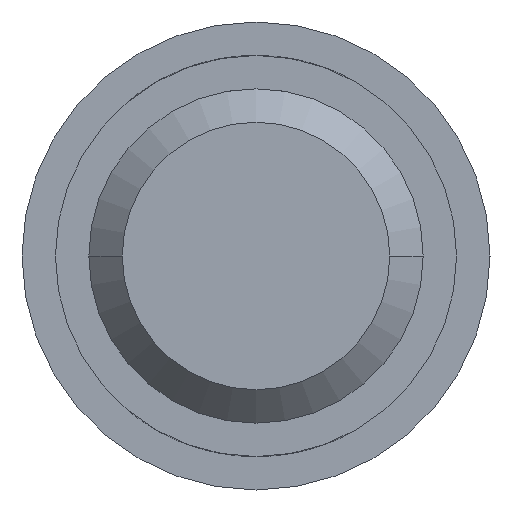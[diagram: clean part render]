
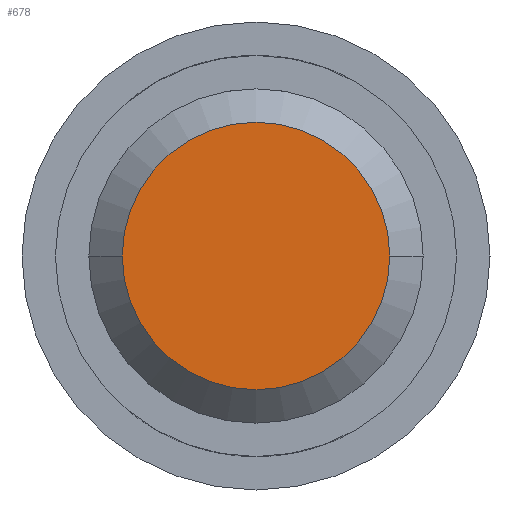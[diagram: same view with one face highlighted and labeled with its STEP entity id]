
A CAD part, left-side view. The second image highlights one B-rep face of the part: STEP entity #678.
In plain terms, the highlighted planar face has unit normal (-1, 0, 0).
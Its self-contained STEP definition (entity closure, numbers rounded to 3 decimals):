
#588=CARTESIAN_POINT('Vertex',(0.,141.921,5.124)) ;
#591=CARTESIAN_POINT('Axis2P3D Location',(0.,135.571,5.124)) ;
#595=CARTESIAN_POINT('Vertex',(0.,129.221,5.124)) ;
#657=CARTESIAN_POINT('Axis2P3D Location',(0.,135.571,5.124)) ;
#669=CARTESIAN_POINT('Axis2P3D Location',(0.,0.,0.)) ;
#592=DIRECTION('Axis2P3D Direction',(1.,0.,0.)) ;
#658=DIRECTION('Axis2P3D Direction',(1.,0.,0.)) ;
#670=DIRECTION('Axis2P3D Direction',(1.,0.,0.)) ;
#671=DIRECTION('Axis2P3D XDirection',(0.,1.,0.)) ;
#593=AXIS2_PLACEMENT_3D('Circle Axis2P3D',#591,#592,$) ;
#659=AXIS2_PLACEMENT_3D('Circle Axis2P3D',#657,#658,$) ;
#672=AXIS2_PLACEMENT_3D('Plane Axis2P3D',#669,#670,#671) ;
#675=ORIENTED_EDGE('',*,*,#661,.F.) ;
#676=ORIENTED_EDGE('',*,*,#597,.F.) ;
#678=ADVANCED_FACE('PartBody',(#677),#673,.F.) ;
#594=CIRCLE('generated circle',#593,6.35) ;
#660=CIRCLE('generated circle',#659,6.35) ;
#597=EDGE_CURVE('',#589,#596,#594,.T.) ;
#661=EDGE_CURVE('',#596,#589,#660,.T.) ;
#674=EDGE_LOOP('',(#675,#676)) ;
#677=FACE_OUTER_BOUND('',#674,.T.) ;
#673=PLANE('',#672) ;
#589=VERTEX_POINT('',#588) ;
#596=VERTEX_POINT('',#595) ;
